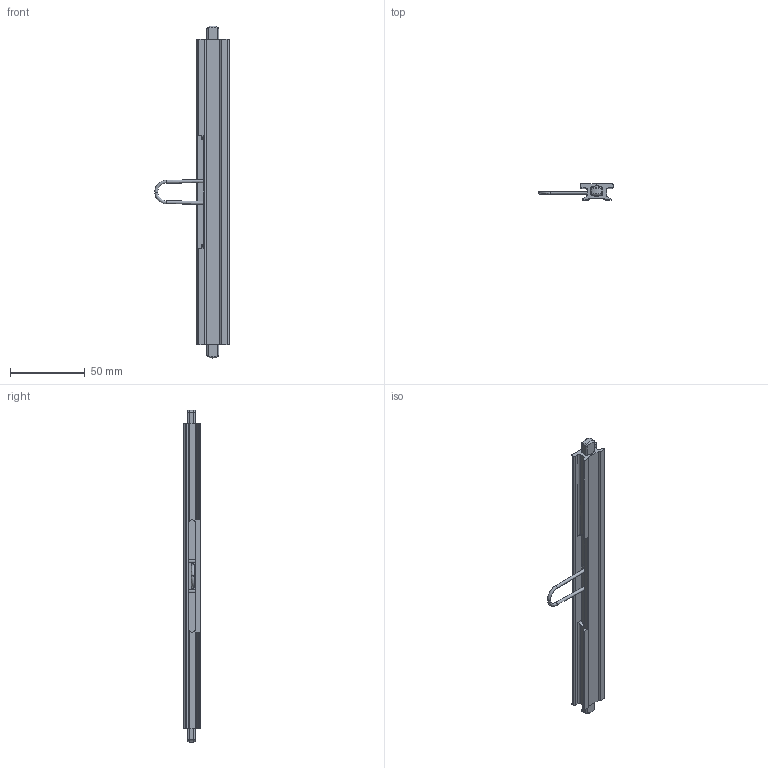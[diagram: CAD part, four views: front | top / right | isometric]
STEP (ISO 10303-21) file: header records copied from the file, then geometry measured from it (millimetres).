
FILE_DESCRIPTION(/* description */ (''),/* implementation_level */ '2;1');
FILE_NAME(/* name */ '17032004.stp',/* time_stamp */ '2017-03-29T09:08:22+02:00',/* author */ ('nicola'),/* organization */ (''),/* preprocessor_version */ 'ST-DEVELOPER v16.5',/* originating_system */ 'Autodesk Inventor 2017',/* authorisation */ '');
FILE_SCHEMA (('AUTOMOTIVE_DESIGN { 1 0 10303 214 3 1 1 }'));
Length unit declared in the file: millimetre
Products named in the file (1): 17032004
Bounding box: 49.84 x 11 x 222 mm (x, y, z)
Volume: 33402.1 mm3; surface area: 19248.2 mm2
Topology: 1 solids, 1 shells, 148 faces, 395 edges, 245 vertices
Faces by surface type: plane 67, cylinder 51, cone 14, sphere 8, bspline 4, torus 4
Full cylindrical faces by diameter (mm): 4 x2
Entity records: 4670 total; most frequent: CARTESIAN_POINT 967, DIRECTION 792, ORIENTED_EDGE 762, EDGE_CURVE 381, AXIS2_PLACEMENT_3D 286, VERTEX_POINT 243, LINE 220, VECTOR 220
